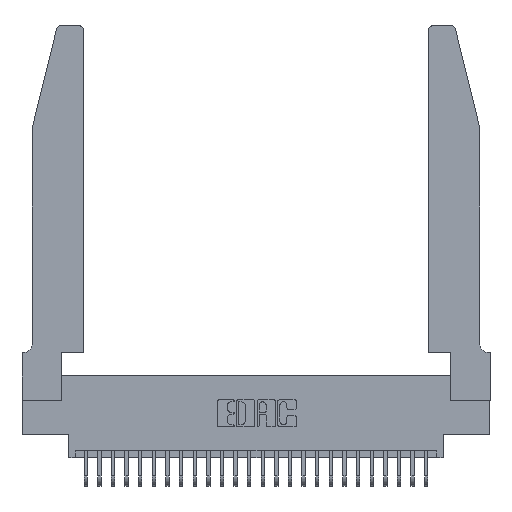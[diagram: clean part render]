
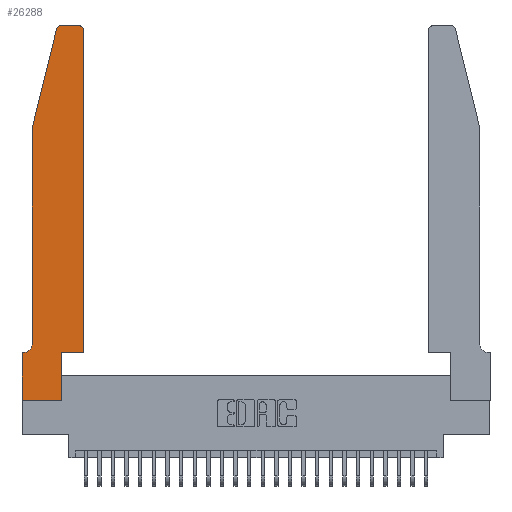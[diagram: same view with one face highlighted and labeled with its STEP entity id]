
A CAD part, top view. The second image highlights one B-rep face of the part: STEP entity #26288.
In plain terms, the highlighted planar face has unit normal (0, 0, 1).
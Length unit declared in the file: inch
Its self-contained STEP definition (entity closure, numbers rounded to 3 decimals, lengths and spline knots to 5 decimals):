
#36 = CARTESIAN_POINT ( 'NONE',  ( 0.0755, 0.42, 0.37 ) ) ;
#202 = CARTESIAN_POINT ( 'NONE',  ( 0.2865, 0.35, 0.37 ) ) ;
#237 = EDGE_CURVE ( 'NONE', #21180, #25337, #9930, .T. ) ;
#434 = CARTESIAN_POINT ( 'NONE',  ( 0.4505, 0.35, 0.37 ) ) ;
#865 = CARTESIAN_POINT ( 'NONE',  ( 0.2605, 2.75, 0.37 ) ) ;
#989 = ORIENTED_EDGE ( 'NONE', *, *, #26619, .T. ) ;
#1476 = CARTESIAN_POINT ( 'NONE',  ( 0.0055, 0.42, 0.37 ) ) ;
#2612 = CARTESIAN_POINT ( 'NONE',  ( 0.4205, 2.75, 0.37 ) ) ;
#3185 = ORIENTED_EDGE ( 'NONE', *, *, #11294, .T. ) ;
#3348 = VECTOR ( 'NONE', #13589, 39.37008 ) ;
#3553 = EDGE_CURVE ( 'NONE', #23071, #11091, #10626, .T. ) ;
#3565 = CARTESIAN_POINT ( 'NONE',  ( 0.25487, 2.72718, 0.37 ) ) ;
#3813 = DIRECTION ( 'NONE',  ( -1., 0., 0. ) ) ;
#3870 = VECTOR ( 'NONE', #6505, 39.37008 ) ;
#3961 = EDGE_CURVE ( 'NONE', #25337, #22836, #17819, .T. ) ;
#4998 = ORIENTED_EDGE ( 'NONE', *, *, #14091, .T. ) ;
#6103 = EDGE_CURVE ( 'NONE', #11091, #18380, #23204, .T. ) ;
#6469 = CARTESIAN_POINT ( 'NONE',  ( 0.0055, 0.35, 0.37 ) ) ;
#6505 = DIRECTION ( 'NONE',  ( 0., 1., 0. ) ) ;
#7940 = EDGE_LOOP ( 'NONE', ( #989, #3185, #24527, #22430, #23821, #8268, #4998, #24870, #15959, #18687, #9022, #26618 ) ) ;
#8268 = ORIENTED_EDGE ( 'NONE', *, *, #6103, .T. ) ;
#8825 = DIRECTION ( 'NONE',  ( -0.239, -0.971, 0. ) ) ;
#9008 = CARTESIAN_POINT ( 'NONE',  ( 0.0755, 0.35, 0.37 ) ) ;
#9022 = ORIENTED_EDGE ( 'NONE', *, *, #28474, .T. ) ;
#9099 = DIRECTION ( 'NONE',  ( 0., 0., 1. ) ) ;
#9197 = DIRECTION ( 'NONE',  ( 0., 1., 0. ) ) ;
#9756 = VECTOR ( 'NONE', #21188, 39.37008 ) ;
#9786 = EDGE_CURVE ( 'NONE', #27160, #23144, #16686, .T. ) ;
#9804 = DIRECTION ( 'NONE',  ( 0., 0., 1. ) ) ;
#9930 = LINE ( 'NONE', #13660, #26103 ) ;
#9993 = CIRCLE ( 'NONE', #20950, 0.03 ) ;
#10179 = CARTESIAN_POINT ( 'NONE',  ( 0., 0., 0.37 ) ) ;
#10266 = LINE ( 'NONE', #24528, #3348 ) ;
#10626 = CIRCLE ( 'NONE', #22564, 0.07 ) ;
#10960 = EDGE_CURVE ( 'NONE', #28321, #24616, #27250, .T. ) ;
#11091 = VERTEX_POINT ( 'NONE', #6469 ) ;
#11294 = EDGE_CURVE ( 'NONE', #22113, #28321, #9993, .T. ) ;
#12812 = EDGE_CURVE ( 'NONE', #24616, #23071, #10266, .T. ) ;
#13238 = CARTESIAN_POINT ( 'NONE',  ( 0.4505, 0.35, 0.37 ) ) ;
#13502 = DIRECTION ( 'NONE',  ( 0., 0., 1. ) ) ;
#13572 = AXIS2_PLACEMENT_3D ( 'NONE', #26683, #13502, #28940 ) ;
#13589 = DIRECTION ( 'NONE',  ( 0., -1., 0. ) ) ;
#13660 = CARTESIAN_POINT ( 'NONE',  ( 0.2865, 0.35, 0.37 ) ) ;
#13743 = CARTESIAN_POINT ( 'NONE',  ( 0., 0., 0.37 ) ) ;
#14091 = EDGE_CURVE ( 'NONE', #18380, #17083, #28160, .T. ) ;
#14175 = DIRECTION ( 'NONE',  ( 1., 0., 0. ) ) ;
#15644 = LINE ( 'NONE', #865, #9756 ) ;
#15897 = CARTESIAN_POINT ( 'NONE',  ( 0., 0.35, 0.37 ) ) ;
#15931 = LINE ( 'NONE', #13238, #3870 ) ;
#15959 = ORIENTED_EDGE ( 'NONE', *, *, #237, .T. ) ;
#16111 = CARTESIAN_POINT ( 'NONE',  ( 0.284, 2.75, 0.37 ) ) ;
#16686 = CIRCLE ( 'NONE', #25141, 0.03 ) ;
#16723 = DIRECTION ( 'NONE',  ( 1., 0., 0. ) ) ;
#17083 = VERTEX_POINT ( 'NONE', #13743 ) ;
#17338 = DIRECTION ( 'NONE',  ( 0., 0., -1. ) ) ;
#17356 = VECTOR ( 'NONE', #28912, 39.37008 ) ;
#17633 = CARTESIAN_POINT ( 'NONE',  ( 0.0755, 2., 0.37 ) ) ;
#17819 = LINE ( 'NONE', #434, #28886 ) ;
#18362 = CARTESIAN_POINT ( 'NONE',  ( 0.4505, 2.72, 0.37 ) ) ;
#18380 = VERTEX_POINT ( 'NONE', #15897 ) ;
#18687 = ORIENTED_EDGE ( 'NONE', *, *, #3961, .T. ) ;
#19098 = DIRECTION ( 'NONE',  ( 0., -1., 0. ) ) ;
#19809 = VECTOR ( 'NONE', #16723, 39.37008 ) ;
#20037 = PLANE ( 'NONE',  #13572 ) ;
#20950 = AXIS2_PLACEMENT_3D ( 'NONE', #22989, #9804, #25206 ) ;
#21180 = VERTEX_POINT ( 'NONE', #23638 ) ;
#21188 = DIRECTION ( 'NONE',  ( -1., 0., 0. ) ) ;
#21373 = VECTOR ( 'NONE', #8825, 39.37008 ) ;
#22113 = VERTEX_POINT ( 'NONE', #16111 ) ;
#22249 = VECTOR ( 'NONE', #19098, 39.37008 ) ;
#22299 = CARTESIAN_POINT ( 'NONE',  ( 0.4205, 2.72, 0.37 ) ) ;
#22430 = ORIENTED_EDGE ( 'NONE', *, *, #12812, .T. ) ;
#22512 = FACE_OUTER_BOUND ( 'NONE', #7940, .T. ) ;
#22564 = AXIS2_PLACEMENT_3D ( 'NONE', #1476, #17338, #3813 ) ;
#22836 = VERTEX_POINT ( 'NONE', #26184 ) ;
#22989 = CARTESIAN_POINT ( 'NONE',  ( 0.284, 2.72, 0.37 ) ) ;
#23071 = VERTEX_POINT ( 'NONE', #36 ) ;
#23144 = VERTEX_POINT ( 'NONE', #2612 ) ;
#23204 = LINE ( 'NONE', #9008, #17356 ) ;
#23638 = CARTESIAN_POINT ( 'NONE',  ( 0.2865, 0., 0.37 ) ) ;
#23821 = ORIENTED_EDGE ( 'NONE', *, *, #3553, .T. ) ;
#24507 = DIRECTION ( 'NONE',  ( 1., 0., 0. ) ) ;
#24527 = ORIENTED_EDGE ( 'NONE', *, *, #10960, .T. ) ;
#24528 = CARTESIAN_POINT ( 'NONE',  ( 0.0755, 2., 0.37 ) ) ;
#24616 = VERTEX_POINT ( 'NONE', #28654 ) ;
#24870 = ORIENTED_EDGE ( 'NONE', *, *, #25514, .T. ) ;
#25141 = AXIS2_PLACEMENT_3D ( 'NONE', #22299, #9099, #24507 ) ;
#25206 = DIRECTION ( 'NONE',  ( 1., 0., 0. ) ) ;
#25337 = VERTEX_POINT ( 'NONE', #202 ) ;
#25514 = EDGE_CURVE ( 'NONE', #17083, #21180, #26353, .T. ) ;
#25655 = CARTESIAN_POINT ( 'NONE',  ( 0., 0., 0.37 ) ) ;
#26103 = VECTOR ( 'NONE', #9197, 39.37008 ) ;
#26184 = CARTESIAN_POINT ( 'NONE',  ( 0.4505, 0.35, 0.37 ) ) ;
#26288 = ADVANCED_FACE ( 'NONE', ( #22512 ), #20037, .T. ) ;
#26353 = LINE ( 'NONE', #10179, #19809 ) ;
#26618 = ORIENTED_EDGE ( 'NONE', *, *, #9786, .T. ) ;
#26619 = EDGE_CURVE ( 'NONE', #23144, #22113, #15644, .T. ) ;
#26683 = CARTESIAN_POINT ( 'NONE',  ( 0., 0.35, 0.37 ) ) ;
#27160 = VERTEX_POINT ( 'NONE', #18362 ) ;
#27250 = LINE ( 'NONE', #17633, #21373 ) ;
#28160 = LINE ( 'NONE', #25655, #22249 ) ;
#28321 = VERTEX_POINT ( 'NONE', #3565 ) ;
#28474 = EDGE_CURVE ( 'NONE', #22836, #27160, #15931, .T. ) ;
#28654 = CARTESIAN_POINT ( 'NONE',  ( 0.0755, 2., 0.37 ) ) ;
#28886 = VECTOR ( 'NONE', #14175, 39.37008 ) ;
#28912 = DIRECTION ( 'NONE',  ( -1., 0., 0. ) ) ;
#28940 = DIRECTION ( 'NONE',  ( 1., 0., 0. ) ) ;
